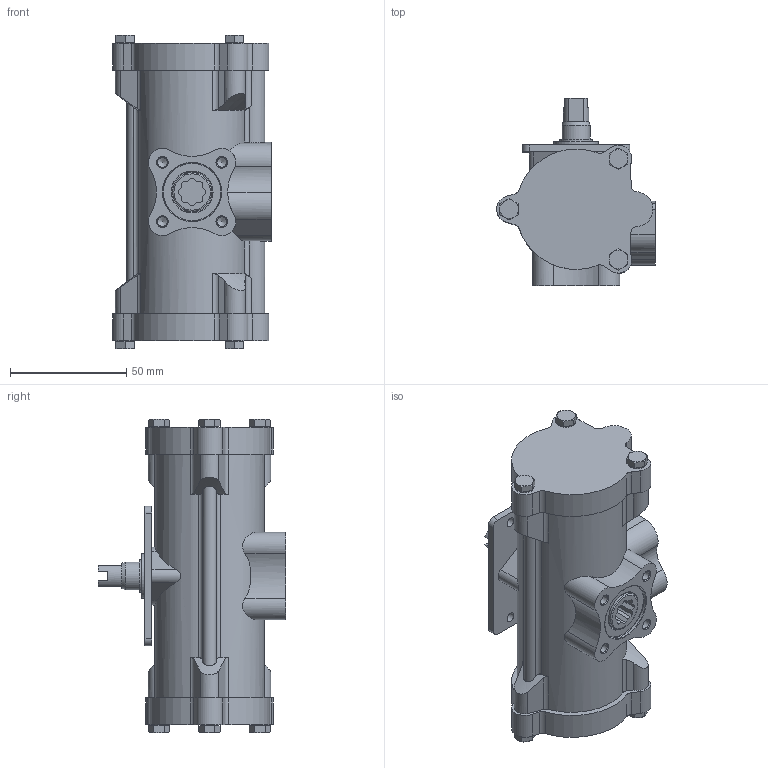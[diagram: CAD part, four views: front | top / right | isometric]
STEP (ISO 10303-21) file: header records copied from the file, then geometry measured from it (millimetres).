
FILE_DESCRIPTION(/* description */ ('STEP AP214'),/* implementation_level */ '2;1');
FILE_NAME(/* name */ '552870_DAPS-0030-090-R-F03-CR',/* time_stamp */ '2024-08-13T15:39:54+02:00',/* author */ ('License CC BY-ND 4.0'),/* organization */ ('CADENAS'),/* preprocessor_version */ 'ST-DEVELOPER v19.3',/* originating_system */ 'PARTsolutions',/* authorisation */ ' ');
FILE_SCHEMA (('AUTOMOTIVE_DESIGN {1 0 10303 214 3 1 1}'));
Length unit declared in the file: millimetre
Products named in the file (3): 552870 DAPS-0030-090-R-F03-CR---0; 552870 DAPS-0030-090-R-F03-CR---(1); 552870 DAPS-0030-090-R-F03-CR---(2)
Assembly tree (2 placements, depth 2):
  552870 DAPS-0030-090-R-F03-CR---0
    552870 DAPS-0030-090-R-F03-CR---(1)
    552870 DAPS-0030-090-R-F03-CR---(2)
Bounding box: 68.1 x 80.4 x 134.6 mm (x, y, z)
Volume: 289471.4 mm3; surface area: 47668.4 mm2
Topology: 2 solids, 2 shells, 381 faces, 941 edges, 594 vertices
Faces by surface type: plane 192, cylinder 124, cone 59, torus 6
Full cylindrical faces by diameter (mm): 4.134 x6, 4.2 x4, 4.917 x1, 8 x6, 8.566 x2, 9.9 x2, 10.1 x2, 12 x1, 14.1 x1, 16.6 x2, 17.6 x1, 19 x2, 20 x1, 22.25 x1, 22.6 x1, 25 x1
Entity records: 11224 total; most frequent: CARTESIAN_POINT 2410, DIRECTION 1817, ORIENTED_EDGE 1746, EDGE_CURVE 873, AXIS2_PLACEMENT_3D 701, VERTEX_POINT 587, FACE_BOUND 482, EDGE_LOOP 477
